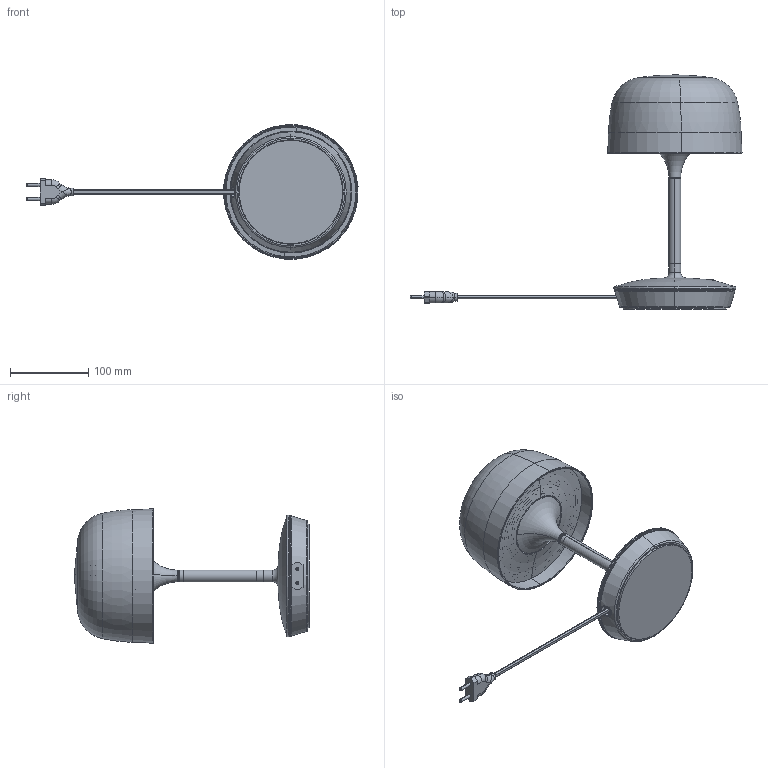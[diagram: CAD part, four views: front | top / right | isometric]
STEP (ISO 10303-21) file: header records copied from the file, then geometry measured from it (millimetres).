
FILE_DESCRIPTION (( 'STEP AP203' ), '1' );
FILE_NAME ('BOL M-33 PULSADOR 201013xxyyy.STEP', '2022-03-15T15:24:11', ( '' ), ( '' ), 'SwSTEP 2.0', 'SolidWorks 2019', '' );
FILE_SCHEMA (( 'CONFIG_CONTROL_DESIGN' ));
Length unit declared in the file: millimetre
Products named in the file (19): 000-201-140; 000-201-057; 000-SUB-201 TAPA SUPERIOR SOBREMESA V2; 000-201-101; 000-908-005; BOL M-33 PULSADOR 201013xxyyy; 000-SUB-201 CBZ; 000-201-054; 000-D6798J-5.3A2; 000-201-053; 000-SUB-201 BASE SOBREMESA COMPLETA V2; 000-201-102; 000-201-078; 000-201-100; 000-196-007N; 000-SUB-201 TUBO SOBREMESA; 000-201-056; 000-201-066; 000-201-055
Assembly tree (19 placements, depth 4):
  BOL M-33 PULSADOR 201013xxyyy
    000-SUB-201 BASE SOBREMESA COMPLETA V2
      000-201-100
      000-201-101
      000-SUB-201 TAPA SUPERIOR SOBREMESA V2
        000-201-102
        000-196-007N
      000-908-005
      000-D6798J-5.3A2  x2
    000-SUB-201 CBZ
      000-201-053
      000-201-055
      000-201-056
      000-201-057
      000-201-054
    000-SUB-201 TUBO SOBREMESA
      000-201-140
      000-201-078
      000-201-066
Bounding box: 423.71 x 298.9 x 171.41 mm (x, y, z)
Volume: 530388.8 mm3; surface area: 354376.9 mm2
Topology: 16 solids, 16 shells, 850 faces, 2087 edges, 1271 vertices
Faces by surface type: cylinder 222, plane 183, bspline 171, torus 140, cone 114, sphere 20
Entity records: 32753 total; most frequent: CARTESIAN_POINT 12551, ORIENTED_EDGE 3874, DIRECTION 3702, EDGE_CURVE 1937, AXIS2_PLACEMENT_3D 1561, VERTEX_POINT 1203, EDGE_LOOP 914, CIRCLE 878
